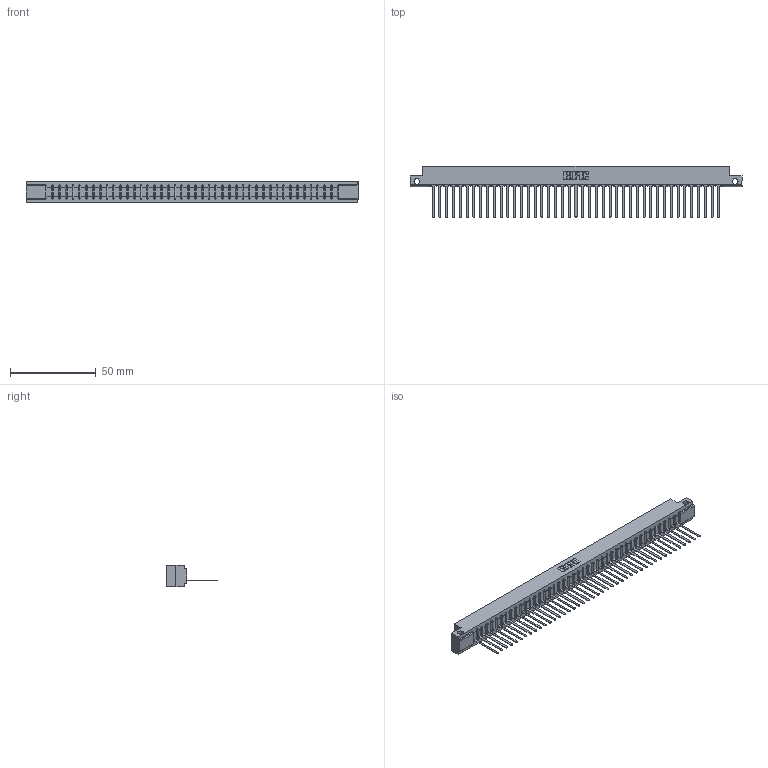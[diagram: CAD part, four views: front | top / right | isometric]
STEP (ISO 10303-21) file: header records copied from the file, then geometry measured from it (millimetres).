
FILE_DESCRIPTION (( 'STEP AP203' ), '1' );
FILE_NAME ('357-043-545-112.STEP', '2018-08-11T09:49:10', ( '' ), ( '' ), 'SwSTEP 2.0', 'SolidWorks 2016', '' );
FILE_SCHEMA (( 'CONFIG_CONTROL_DESIGN' ));
Length unit declared in the file: inch
Products named in the file (3): 307 Part_.128 Dia Side Mounting Holes; 307-290-001_545; 357-043-545-112
Assembly tree (44 placements, depth 2):
  357-043-545-112
    307 Part_.128 Dia Side Mounting Holes
    307-290-001_545  x43
Bounding box: 193.4 x 30 x 12.7 mm (x, y, z)
Volume: 20115.6 mm3; surface area: 22410.5 mm2
Topology: 44 solids, 44 shells, 2570 faces, 7289 edges, 4682 vertices
Faces by surface type: plane 1661, cylinder 821, sphere 88
Entity records: 36710 total; most frequent: CARTESIAN_POINT 6184, ORIENTED_EDGE 6170, DIRECTION 6013, EDGE_CURVE 3085, VECTOR 2367, LINE 2367, VERTEX_POINT 1994, AXIS2_PLACEMENT_3D 1823
